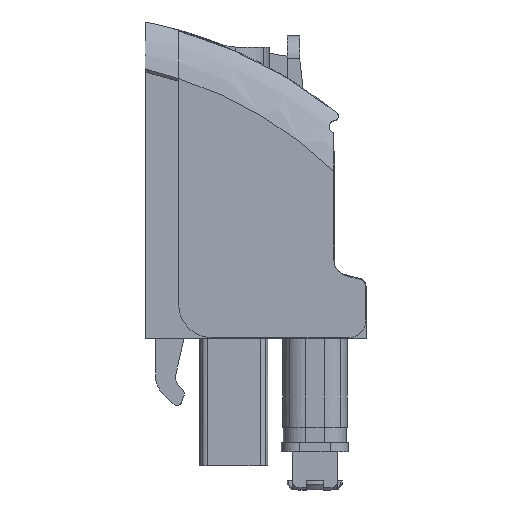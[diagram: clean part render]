
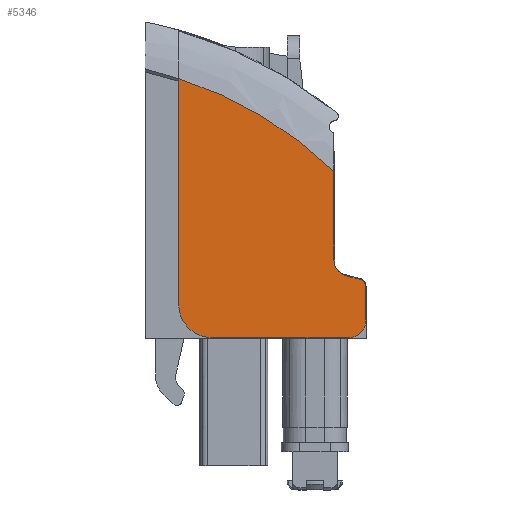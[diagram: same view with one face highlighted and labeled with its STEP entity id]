
A CAD part, left-side view. The second image highlights one B-rep face of the part: STEP entity #5346.
In plain terms, the highlighted planar face has unit normal (-1, 0, 0).
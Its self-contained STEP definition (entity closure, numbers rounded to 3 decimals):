
#2501=AXIS2_PLACEMENT_3D('Circle Axis2P3D',#2499,#2500,$) ;
#5255=AXIS2_PLACEMENT_3D('Circle Axis2P3D',#5253,#5254,$) ;
#5292=AXIS2_PLACEMENT_3D('Plane Axis2P3D',#5289,#5290,#5291) ;
#5296=AXIS2_PLACEMENT_3D('Circle Axis2P3D',#5294,#5295,$) ;
#5310=AXIS2_PLACEMENT_3D('Circle Axis2P3D',#5308,#5309,$) ;
#5324=AXIS2_PLACEMENT_3D('Circle Axis2P3D',#5322,#5323,$) ;
#2113=CARTESIAN_POINT('Vertex',(0.,2.16,20.826)) ;
#2116=CARTESIAN_POINT('Line Origine',(0.,2.16,17.924)) ;
#2120=CARTESIAN_POINT('Vertex',(0.,2.16,15.022)) ;
#2463=CARTESIAN_POINT('Vertex',(0.,12.302,12.1)) ;
#2466=CARTESIAN_POINT('Line Origine',(0.,12.302,19.493)) ;
#2470=CARTESIAN_POINT('Vertex',(0.,12.302,26.886)) ;
#2499=CARTESIAN_POINT('Axis2P3D Location',(0.,20.202,2.149)) ;
#5253=CARTESIAN_POINT('Axis2P3D Location',(0.,1.11,15.022)) ;
#5257=CARTESIAN_POINT('Vertex',(0.,1.381,14.008)) ;
#5289=CARTESIAN_POINT('Axis2P3D Location',(0.,12.302,7.353)) ;
#5294=CARTESIAN_POINT('Axis2P3D Location',(0.,10.102,12.15)) ;
#5298=CARTESIAN_POINT('Vertex',(0.,10.102,9.95)) ;
#5301=CARTESIAN_POINT('Line Origine',(0.,5.661,9.95)) ;
#5305=CARTESIAN_POINT('Vertex',(0.,1.221,9.95)) ;
#5308=CARTESIAN_POINT('Axis2P3D Location',(0.,1.221,11.1)) ;
#5312=CARTESIAN_POINT('Vertex',(0.,0.071,11.12)) ;
#5315=CARTESIAN_POINT('Line Origine',(0.,0.091,12.225)) ;
#5319=CARTESIAN_POINT('Vertex',(0.,0.11,13.33)) ;
#5322=CARTESIAN_POINT('Axis2P3D Location',(0.,0.56,13.322)) ;
#5326=CARTESIAN_POINT('Vertex',(0.,0.443,13.756)) ;
#5329=CARTESIAN_POINT('Line Origine',(0.,0.912,13.882)) ;
#2117=DIRECTION('Vector Direction',(0.,0.,-1.)) ;
#2467=DIRECTION('Vector Direction',(0.,0.,1.)) ;
#2500=DIRECTION('Axis2P3D Direction',(-1.,0.,0.)) ;
#5254=DIRECTION('Axis2P3D Direction',(1.,0.,0.)) ;
#5290=DIRECTION('Axis2P3D Direction',(1.,0.,0.)) ;
#5291=DIRECTION('Axis2P3D XDirection',(0.,0.,1.)) ;
#5295=DIRECTION('Axis2P3D Direction',(1.,0.,0.)) ;
#5302=DIRECTION('Vector Direction',(0.,1.,0.)) ;
#5309=DIRECTION('Axis2P3D Direction',(1.,0.,0.)) ;
#5316=DIRECTION('Vector Direction',(0.,-0.017,-1.)) ;
#5323=DIRECTION('Axis2P3D Direction',(1.,0.,0.)) ;
#5330=DIRECTION('Vector Direction',(0.,0.966,0.259)) ;
#2118=VECTOR('Line Direction',#2117,1.) ;
#2468=VECTOR('Line Direction',#2467,1.) ;
#5303=VECTOR('Line Direction',#5302,1.) ;
#5317=VECTOR('Line Direction',#5316,1.) ;
#5331=VECTOR('Line Direction',#5330,1.) ;
#5335=ORIENTED_EDGE('',*,*,#5300,.F.) ;
#5336=ORIENTED_EDGE('',*,*,#5307,.F.) ;
#5337=ORIENTED_EDGE('',*,*,#5314,.F.) ;
#5338=ORIENTED_EDGE('',*,*,#5321,.F.) ;
#5339=ORIENTED_EDGE('',*,*,#5328,.F.) ;
#5340=ORIENTED_EDGE('',*,*,#5333,.T.) ;
#5341=ORIENTED_EDGE('',*,*,#5259,.T.) ;
#5342=ORIENTED_EDGE('',*,*,#2122,.F.) ;
#5343=ORIENTED_EDGE('',*,*,#2503,.T.) ;
#5344=ORIENTED_EDGE('',*,*,#2472,.T.) ;
#5346=ADVANCED_FACE('GEHAEUSE',(#5345),#5293,.F.) ;
#2502=CIRCLE('generated circle',#2501,25.969) ;
#5256=CIRCLE('generated circle',#5255,1.05) ;
#5297=CIRCLE('generated circle',#5296,2.2) ;
#5311=CIRCLE('generated circle',#5310,1.15) ;
#5325=CIRCLE('generated circle',#5324,0.45) ;
#2122=EDGE_CURVE('',#2114,#2121,#2119,.T.) ;
#2472=EDGE_CURVE('',#2471,#2464,#2469,.F.) ;
#2503=EDGE_CURVE('',#2114,#2471,#2502,.T.) ;
#5259=EDGE_CURVE('',#5258,#2121,#5256,.T.) ;
#5300=EDGE_CURVE('',#5299,#2464,#5297,.T.) ;
#5307=EDGE_CURVE('',#5306,#5299,#5304,.T.) ;
#5314=EDGE_CURVE('',#5313,#5306,#5311,.T.) ;
#5321=EDGE_CURVE('',#5320,#5313,#5318,.T.) ;
#5328=EDGE_CURVE('',#5327,#5320,#5325,.T.) ;
#5333=EDGE_CURVE('',#5327,#5258,#5332,.T.) ;
#5334=EDGE_LOOP('',(#5335,#5336,#5337,#5338,#5339,#5340,#5341,#5342,#5343,#5344)) ;
#5345=FACE_OUTER_BOUND('',#5334,.T.) ;
#2119=LINE('Line',#2116,#2118) ;
#2469=LINE('Line',#2466,#2468) ;
#5304=LINE('Line',#5301,#5303) ;
#5318=LINE('Line',#5315,#5317) ;
#5332=LINE('Line',#5329,#5331) ;
#5293=PLANE('',#5292) ;
#2114=VERTEX_POINT('',#2113) ;
#2121=VERTEX_POINT('',#2120) ;
#2464=VERTEX_POINT('',#2463) ;
#2471=VERTEX_POINT('',#2470) ;
#5258=VERTEX_POINT('',#5257) ;
#5299=VERTEX_POINT('',#5298) ;
#5306=VERTEX_POINT('',#5305) ;
#5313=VERTEX_POINT('',#5312) ;
#5320=VERTEX_POINT('',#5319) ;
#5327=VERTEX_POINT('',#5326) ;
